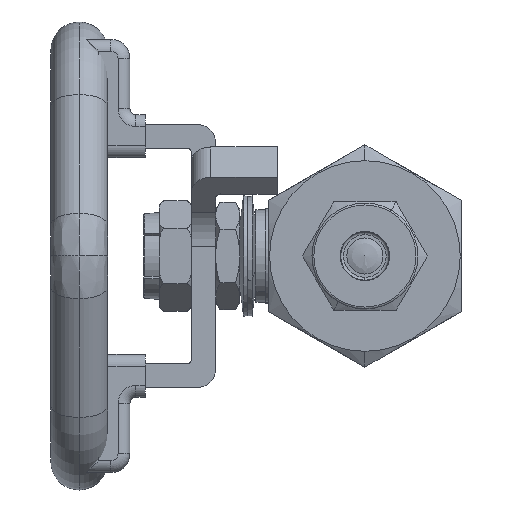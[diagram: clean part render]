
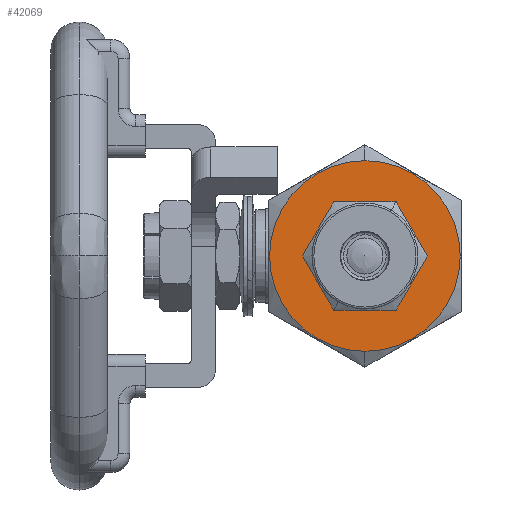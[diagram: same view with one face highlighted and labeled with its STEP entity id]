
A CAD part, left-side view. The second image highlights one B-rep face of the part: STEP entity #42069.
In plain terms, the highlighted planar face has unit normal (-1, 0, 0).
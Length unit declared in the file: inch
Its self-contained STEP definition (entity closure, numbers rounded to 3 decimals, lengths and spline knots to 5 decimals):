
#152 = EDGE_CURVE ( 'NONE', #28534, #11418, #37213, .T. ) ;
#397 = CIRCLE ( 'NONE', #47104, 0.495 ) ;
#1147 = ORIENTED_EDGE ( 'NONE', *, *, #41594, .T. ) ;
#2259 = ORIENTED_EDGE ( 'NONE', *, *, #152, .F. ) ;
#2922 = EDGE_CURVE ( 'NONE', #11418, #28534, #397, .T. ) ;
#3833 = CARTESIAN_POINT ( 'NONE',  ( -1.088, 0., 0. ) ) ;
#5355 = EDGE_CURVE ( 'NONE', #26672, #43453, #33887, .T. ) ;
#5381 = CARTESIAN_POINT ( 'NONE',  ( -1.088, 0.216, 0. ) ) ;
#7598 = DIRECTION ( 'NONE',  ( 0., 0., -1. ) ) ;
#8672 = ORIENTED_EDGE ( 'NONE', *, *, #5355, .T. ) ;
#9321 = FACE_OUTER_BOUND ( 'NONE', #46638, .T. ) ;
#10430 = DIRECTION ( 'NONE',  ( 1., 0., 0. ) ) ;
#11418 = VERTEX_POINT ( 'NONE', #29280 ) ;
#12975 = CARTESIAN_POINT ( 'NONE',  ( -1.088, 0., -0.234 ) ) ;
#13191 = AXIS2_PLACEMENT_3D ( 'NONE', #5381, #48217, #24852 ) ;
#14110 = DIRECTION ( 'NONE',  ( 0., 0., -1. ) ) ;
#14150 = DIRECTION ( 'NONE',  ( 1., 0., 0. ) ) ;
#14163 = CARTESIAN_POINT ( 'NONE',  ( -1.088, 0., 0. ) ) ;
#15936 = FACE_BOUND ( 'NONE', #45477, .T. ) ;
#18633 = AXIS2_PLACEMENT_3D ( 'NONE', #45748, #45628, #45673 ) ;
#24852 = DIRECTION ( 'NONE',  ( 0., 0., -1. ) ) ;
#25963 = CARTESIAN_POINT ( 'NONE',  ( -1.088, 0., -0.495 ) ) ;
#26672 = VERTEX_POINT ( 'NONE', #12975 ) ;
#28534 = VERTEX_POINT ( 'NONE', #25963 ) ;
#29280 = CARTESIAN_POINT ( 'NONE',  ( -1.088, 0., 0.495 ) ) ;
#30686 = DIRECTION ( 'NONE',  ( 1., 0., 0. ) ) ;
#33018 = CARTESIAN_POINT ( 'NONE',  ( -1.088, 0., 0. ) ) ;
#33716 = AXIS2_PLACEMENT_3D ( 'NONE', #33018, #10430, #47524 ) ;
#33887 = CIRCLE ( 'NONE', #33716, 0.234 ) ;
#35118 = CARTESIAN_POINT ( 'NONE',  ( -1.088, 0., 0.234 ) ) ;
#37213 = CIRCLE ( 'NONE', #18633, 0.495 ) ;
#41594 = EDGE_CURVE ( 'NONE', #43453, #26672, #44157, .T. ) ;
#42069 = ADVANCED_FACE ( 'NONE', ( #15936, #9321 ), #44527, .F. ) ;
#43453 = VERTEX_POINT ( 'NONE', #35118 ) ;
#44157 = CIRCLE ( 'NONE', #46538, 0.234 ) ;
#44527 = PLANE ( 'NONE',  #13191 ) ;
#45477 = EDGE_LOOP ( 'NONE', ( #8672, #1147 ) ) ;
#45628 = DIRECTION ( 'NONE',  ( 1., 0., 0. ) ) ;
#45673 = DIRECTION ( 'NONE',  ( 0., 0., -1. ) ) ;
#45748 = CARTESIAN_POINT ( 'NONE',  ( -1.088, 0., 0. ) ) ;
#46538 = AXIS2_PLACEMENT_3D ( 'NONE', #3833, #30686, #7598 ) ;
#46638 = EDGE_LOOP ( 'NONE', ( #2259, #48121 ) ) ;
#47104 = AXIS2_PLACEMENT_3D ( 'NONE', #14163, #14150, #14110 ) ;
#47524 = DIRECTION ( 'NONE',  ( 0., 0., -1. ) ) ;
#48121 = ORIENTED_EDGE ( 'NONE', *, *, #2922, .F. ) ;
#48217 = DIRECTION ( 'NONE',  ( 1., 0., 0. ) ) ;
